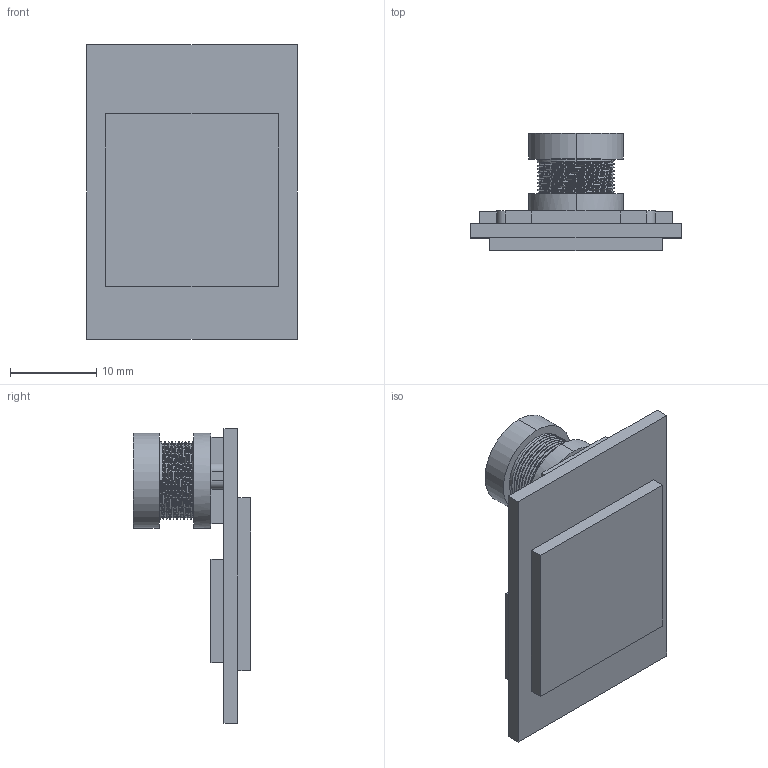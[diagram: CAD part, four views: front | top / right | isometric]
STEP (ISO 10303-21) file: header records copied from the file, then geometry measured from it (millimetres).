
FILE_DESCRIPTION (( 'STEP AP214' ), '1' );
FILE_NAME ('Arducam_OV2640.STEP', '2021-09-16T04:47:53', ( '' ), ( '' ), 'SwSTEP 2.0', 'SolidWorks 2019', '' );
FILE_SCHEMA (( 'AUTOMOTIVE_DESIGN' ));
Length unit declared in the file: millimetre
Products named in the file (1): Arducam_OV2640
Bounding box: 24.4 x 13.6 x 34.1 mm (x, y, z)
Volume: 3212.7 mm3; surface area: 2600.2 mm2
Topology: 1 solids, 1 shells, 79 faces, 200 edges, 129 vertices
Faces by surface type: plane 42, cylinder 34, bspline 3
Entity records: 3550 total; most frequent: CARTESIAN_POINT 1694, ORIENTED_EDGE 400, DIRECTION 344, EDGE_CURVE 200, VERTEX_POINT 129, LINE 120, VECTOR 120, AXIS2_PLACEMENT_3D 112
